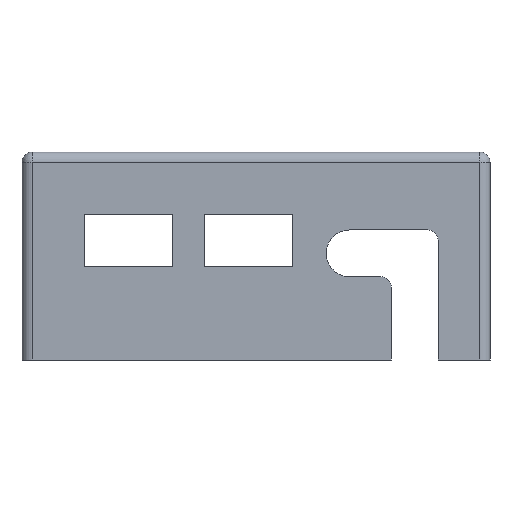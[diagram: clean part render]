
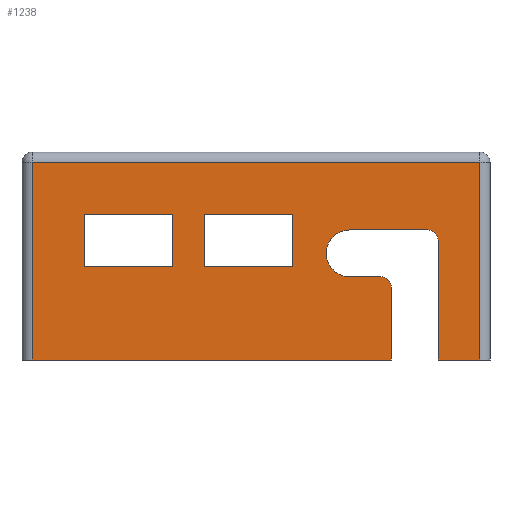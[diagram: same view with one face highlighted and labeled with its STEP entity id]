
A CAD part, front view. The second image highlights one B-rep face of the part: STEP entity #1238.
In plain terms, the highlighted planar face has unit normal (0, -1, 0).
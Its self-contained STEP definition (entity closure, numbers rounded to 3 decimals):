
#19=FACE_BOUND('',#142,.T.);
#20=FACE_BOUND('',#143,.T.);
#28=PLANE('',#1318);
#77=FACE_OUTER_BOUND('',#141,.T.);
#141=EDGE_LOOP('',(#863,#864,#865,#866,#867,#868,#869,#870,#871,#872,#873,
#874));
#142=EDGE_LOOP('',(#875,#876,#877,#878));
#143=EDGE_LOOP('',(#879,#880,#881,#882));
#213=LINE('',#1754,#372);
#216=LINE('',#1760,#375);
#217=LINE('',#1764,#376);
#218=LINE('',#1768,#377);
#219=LINE('',#1770,#378);
#220=LINE('',#1772,#379);
#221=LINE('',#1774,#380);
#222=LINE('',#1776,#381);
#223=LINE('',#1777,#382);
#224=LINE('',#1780,#383);
#225=LINE('',#1782,#384);
#226=LINE('',#1784,#385);
#227=LINE('',#1785,#386);
#228=LINE('',#1788,#387);
#229=LINE('',#1790,#388);
#230=LINE('',#1792,#389);
#231=LINE('',#1793,#390);
#372=VECTOR('',#1415,10.);
#375=VECTOR('',#1420,10.);
#376=VECTOR('',#1423,10.);
#377=VECTOR('',#1426,10.);
#378=VECTOR('',#1427,10.);
#379=VECTOR('',#1428,10.);
#380=VECTOR('',#1429,10.);
#381=VECTOR('',#1430,10.);
#382=VECTOR('',#1431,10.);
#383=VECTOR('',#1432,10.);
#384=VECTOR('',#1433,10.);
#385=VECTOR('',#1434,10.);
#386=VECTOR('',#1435,10.);
#387=VECTOR('',#1436,10.);
#388=VECTOR('',#1437,10.);
#389=VECTOR('',#1438,10.);
#390=VECTOR('',#1439,10.);
#529=CIRCLE('',#1315,2.);
#531=CIRCLE('',#1319,4.5);
#532=CIRCLE('',#1320,2.);
#553=VERTEX_POINT('',#1744);
#554=VERTEX_POINT('',#1745);
#557=VERTEX_POINT('',#1753);
#559=VERTEX_POINT('',#1759);
#560=VERTEX_POINT('',#1761);
#561=VERTEX_POINT('',#1763);
#562=VERTEX_POINT('',#1765);
#563=VERTEX_POINT('',#1767);
#564=VERTEX_POINT('',#1769);
#565=VERTEX_POINT('',#1771);
#566=VERTEX_POINT('',#1773);
#567=VERTEX_POINT('',#1775);
#568=VERTEX_POINT('',#1778);
#569=VERTEX_POINT('',#1779);
#570=VERTEX_POINT('',#1781);
#571=VERTEX_POINT('',#1783);
#572=VERTEX_POINT('',#1786);
#573=VERTEX_POINT('',#1787);
#574=VERTEX_POINT('',#1789);
#575=VERTEX_POINT('',#1791);
#671=EDGE_CURVE('',#553,#554,#529,.T.);
#675=EDGE_CURVE('',#557,#554,#213,.T.);
#678=EDGE_CURVE('',#553,#559,#216,.T.);
#679=EDGE_CURVE('',#559,#560,#531,.T.);
#680=EDGE_CURVE('',#560,#561,#217,.T.);
#681=EDGE_CURVE('',#562,#561,#532,.T.);
#682=EDGE_CURVE('',#562,#563,#218,.T.);
#683=EDGE_CURVE('',#563,#564,#219,.T.);
#684=EDGE_CURVE('',#565,#564,#220,.T.);
#685=EDGE_CURVE('',#566,#565,#221,.T.);
#686=EDGE_CURVE('',#567,#566,#222,.T.);
#687=EDGE_CURVE('',#567,#557,#223,.T.);
#688=EDGE_CURVE('',#568,#569,#224,.T.);
#689=EDGE_CURVE('',#569,#570,#225,.T.);
#690=EDGE_CURVE('',#570,#571,#226,.T.);
#691=EDGE_CURVE('',#571,#568,#227,.T.);
#692=EDGE_CURVE('',#572,#573,#228,.T.);
#693=EDGE_CURVE('',#573,#574,#229,.T.);
#694=EDGE_CURVE('',#574,#575,#230,.T.);
#695=EDGE_CURVE('',#575,#572,#231,.T.);
#863=ORIENTED_EDGE('',*,*,#671,.F.);
#864=ORIENTED_EDGE('',*,*,#678,.T.);
#865=ORIENTED_EDGE('',*,*,#679,.T.);
#866=ORIENTED_EDGE('',*,*,#680,.T.);
#867=ORIENTED_EDGE('',*,*,#681,.F.);
#868=ORIENTED_EDGE('',*,*,#682,.T.);
#869=ORIENTED_EDGE('',*,*,#683,.T.);
#870=ORIENTED_EDGE('',*,*,#684,.F.);
#871=ORIENTED_EDGE('',*,*,#685,.F.);
#872=ORIENTED_EDGE('',*,*,#686,.F.);
#873=ORIENTED_EDGE('',*,*,#687,.T.);
#874=ORIENTED_EDGE('',*,*,#675,.T.);
#875=ORIENTED_EDGE('',*,*,#688,.T.);
#876=ORIENTED_EDGE('',*,*,#689,.T.);
#877=ORIENTED_EDGE('',*,*,#690,.T.);
#878=ORIENTED_EDGE('',*,*,#691,.T.);
#879=ORIENTED_EDGE('',*,*,#692,.T.);
#880=ORIENTED_EDGE('',*,*,#693,.T.);
#881=ORIENTED_EDGE('',*,*,#694,.T.);
#882=ORIENTED_EDGE('',*,*,#695,.T.);
#1238=ADVANCED_FACE('',(#77,#19,#20),#28,.F.);
#1315=AXIS2_PLACEMENT_3D('',#1746,#1407,#1408);
#1318=AXIS2_PLACEMENT_3D('',#1758,#1418,#1419);
#1319=AXIS2_PLACEMENT_3D('',#1762,#1421,#1422);
#1320=AXIS2_PLACEMENT_3D('',#1766,#1424,#1425);
#1407=DIRECTION('center_axis',(0.,1.,0.));
#1408=DIRECTION('ref_axis',(0.707,0.,0.707));
#1415=DIRECTION('',(0.,0.,1.));
#1418=DIRECTION('center_axis',(0.,1.,0.));
#1419=DIRECTION('ref_axis',(1.,0.,0.));
#1420=DIRECTION('',(-1.,0.,0.));
#1421=DIRECTION('center_axis',(0.,1.,0.));
#1422=DIRECTION('ref_axis',(0.,0.,-1.));
#1423=DIRECTION('',(1.,0.,0.));
#1424=DIRECTION('center_axis',(0.,-1.,0.));
#1425=DIRECTION('ref_axis',(0.707,0.,0.707));
#1426=DIRECTION('',(0.,0.,-1.));
#1427=DIRECTION('',(1.,0.,0.));
#1428=DIRECTION('',(0.,0.,-1.));
#1429=DIRECTION('',(1.,0.,0.));
#1430=DIRECTION('',(0.,0.,1.));
#1431=DIRECTION('',(1.,0.,0.));
#1432=DIRECTION('',(1.,0.,0.));
#1433=DIRECTION('',(0.,0.,-1.));
#1434=DIRECTION('',(-1.,0.,0.));
#1435=DIRECTION('',(0.,0.,1.));
#1436=DIRECTION('',(1.,0.,0.));
#1437=DIRECTION('',(0.,0.,-1.));
#1438=DIRECTION('',(-1.,0.,0.));
#1439=DIRECTION('',(0.,0.,1.));
#1744=CARTESIAN_POINT('',(69.,0.,16.));
#1745=CARTESIAN_POINT('',(71.,0.,14.));
#1746=CARTESIAN_POINT('Origin',(69.,0.,14.));
#1753=CARTESIAN_POINT('',(71.,0.,0.));
#1754=CARTESIAN_POINT('',(71.,0.,18.));
#1758=CARTESIAN_POINT('Origin',(45.,0.,20.));
#1759=CARTESIAN_POINT('',(63.,0.,16.));
#1760=CARTESIAN_POINT('',(54.,0.,16.));
#1761=CARTESIAN_POINT('',(63.,0.,25.));
#1762=CARTESIAN_POINT('Origin',(63.,0.,20.5));
#1763=CARTESIAN_POINT('',(78.,0.,25.));
#1764=CARTESIAN_POINT('',(62.5,0.,25.));
#1765=CARTESIAN_POINT('',(80.,0.,23.));
#1766=CARTESIAN_POINT('Origin',(78.,0.,23.));
#1767=CARTESIAN_POINT('',(80.,0.,0.));
#1768=CARTESIAN_POINT('',(80.,0.,10.));
#1769=CARTESIAN_POINT('',(88.,0.,0.));
#1770=CARTESIAN_POINT('',(0.,0.,0.));
#1771=CARTESIAN_POINT('',(88.,0.,38.));
#1772=CARTESIAN_POINT('',(88.,0.,30.));
#1773=CARTESIAN_POINT('',(2.,0.,38.));
#1774=CARTESIAN_POINT('',(22.5,0.,38.));
#1775=CARTESIAN_POINT('',(2.,0.,0.));
#1776=CARTESIAN_POINT('',(2.,0.,10.));
#1777=CARTESIAN_POINT('',(0.,0.,0.));
#1778=CARTESIAN_POINT('',(12.,0.,28.));
#1779=CARTESIAN_POINT('',(29.,0.,28.));
#1780=CARTESIAN_POINT('',(37.,0.,28.));
#1781=CARTESIAN_POINT('',(29.,0.,18.));
#1782=CARTESIAN_POINT('',(29.,0.,19.));
#1783=CARTESIAN_POINT('',(12.,0.,18.));
#1784=CARTESIAN_POINT('',(28.5,0.,18.));
#1785=CARTESIAN_POINT('',(12.,0.,24.));
#1786=CARTESIAN_POINT('',(35.,0.,28.));
#1787=CARTESIAN_POINT('',(52.,0.,28.));
#1788=CARTESIAN_POINT('',(48.5,0.,28.));
#1789=CARTESIAN_POINT('',(52.,0.,18.));
#1790=CARTESIAN_POINT('',(52.,0.,19.));
#1791=CARTESIAN_POINT('',(35.,0.,18.));
#1792=CARTESIAN_POINT('',(40.,0.,18.));
#1793=CARTESIAN_POINT('',(35.,0.,24.));
